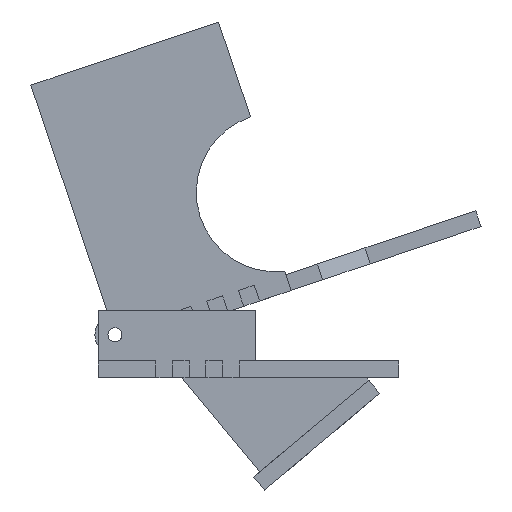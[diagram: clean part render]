
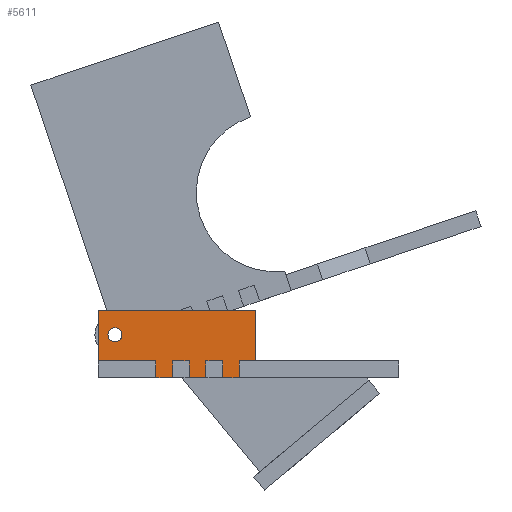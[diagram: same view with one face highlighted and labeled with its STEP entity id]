
A CAD part, left-side view. The second image highlights one B-rep face of the part: STEP entity #5611.
In plain terms, the highlighted face is planar.
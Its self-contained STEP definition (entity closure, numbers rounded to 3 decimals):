
#124 = VERTEX_POINT ( 'NONE', #1778 ) ;
#171 = DIRECTION ( 'NONE',  ( 0., 0., -1. ) ) ;
#261 = CARTESIAN_POINT ( 'NONE',  ( 17.553, -12.626, 0. ) ) ;
#342 = CARTESIAN_POINT ( 'NONE',  ( 12.553, -22.626, 0. ) ) ;
#375 = DIRECTION ( 'NONE',  ( 0., 1., 0. ) ) ;
#411 = CARTESIAN_POINT ( 'NONE',  ( 4.775, 14.621, 0. ) ) ;
#447 = EDGE_CURVE ( 'NONE', #4739, #124, #3835, .T. ) ;
#487 = CARTESIAN_POINT ( 'NONE',  ( 17.553, -17.626, 0. ) ) ;
#488 = LINE ( 'NONE', #4223, #2872 ) ;
#506 = LINE ( 'NONE', #2467, #4918 ) ;
#544 = CARTESIAN_POINT ( 'NONE',  ( 6.875, 14.621, 0. ) ) ;
#617 = EDGE_CURVE ( 'NONE', #1925, #1633, #488, .T. ) ;
#638 = VECTOR ( 'NONE', #3200, 1000. ) ;
#762 = LINE ( 'NONE', #2847, #2247 ) ;
#798 = CIRCLE ( 'NONE', #6678, 2.1 ) ;
#965 = EDGE_CURVE ( 'NONE', #5099, #5131, #798, .T. ) ;
#966 = DIRECTION ( 'NONE',  ( 0., 1., 0. ) ) ;
#1000 = AXIS2_PLACEMENT_3D ( 'NONE', #411, #4568, #2021 ) ;
#1024 = CARTESIAN_POINT ( 'NONE',  ( 12.553, -12.626, 0. ) ) ;
#1028 = CARTESIAN_POINT ( 'NONE',  ( 12.553, 2.374, 0. ) ) ;
#1059 = EDGE_CURVE ( 'NONE', #4240, #1683, #6374, .T. ) ;
#1098 = ORIENTED_EDGE ( 'NONE', *, *, #2731, .F. ) ;
#1189 = DIRECTION ( 'NONE',  ( 1., 0., 0. ) ) ;
#1329 = CARTESIAN_POINT ( 'NONE',  ( -2.447, -27.626, 0. ) ) ;
#1343 = LINE ( 'NONE', #1424, #4698 ) ;
#1371 = CARTESIAN_POINT ( 'NONE',  ( 17.553, -22.626, 0. ) ) ;
#1424 = CARTESIAN_POINT ( 'NONE',  ( -2.447, -27.626, 0. ) ) ;
#1478 = VECTOR ( 'NONE', #375, 1000. ) ;
#1594 = CIRCLE ( 'NONE', #1000, 2.1 ) ;
#1630 = CARTESIAN_POINT ( 'NONE',  ( 12.553, 7.929, 0. ) ) ;
#1633 = VERTEX_POINT ( 'NONE', #4635 ) ;
#1683 = VERTEX_POINT ( 'NONE', #1024 ) ;
#1700 = DIRECTION ( 'NONE',  ( -1., 0., 0. ) ) ;
#1778 = CARTESIAN_POINT ( 'NONE',  ( 17.553, 2.374, 0. ) ) ;
#1808 = CARTESIAN_POINT ( 'NONE',  ( 0., 0., 0. ) ) ;
#1821 = VECTOR ( 'NONE', #5066, 1000. ) ;
#1830 = FACE_OUTER_BOUND ( 'NONE', #3850, .T. ) ;
#1857 = EDGE_LOOP ( 'NONE', ( #3800, #4983 ) ) ;
#1925 = VERTEX_POINT ( 'NONE', #6420 ) ;
#1934 = LINE ( 'NONE', #261, #4693 ) ;
#1946 = VECTOR ( 'NONE', #966, 1000. ) ;
#1966 = CARTESIAN_POINT ( 'NONE',  ( 17.553, -2.626, 0. ) ) ;
#1979 = CARTESIAN_POINT ( 'NONE',  ( 17.553, -22.626, 0. ) ) ;
#2021 = DIRECTION ( 'NONE',  ( 1., 0., 0. ) ) ;
#2025 = VERTEX_POINT ( 'NONE', #1329 ) ;
#2039 = ORIENTED_EDGE ( 'NONE', *, *, #6614, .F. ) ;
#2159 = DIRECTION ( 'NONE',  ( 0., 0., 1. ) ) ;
#2197 = CARTESIAN_POINT ( 'NONE',  ( 17.553, -2.626, 0. ) ) ;
#2238 = CARTESIAN_POINT ( 'NONE',  ( -2.447, 19.684, 0. ) ) ;
#2247 = VECTOR ( 'NONE', #1189, 1000. ) ;
#2322 = LINE ( 'NONE', #3768, #5498 ) ;
#2349 = ORIENTED_EDGE ( 'NONE', *, *, #1059, .F. ) ;
#2460 = VERTEX_POINT ( 'NONE', #6221 ) ;
#2467 = CARTESIAN_POINT ( 'NONE',  ( -2.447, 19.684, 0. ) ) ;
#2666 = CARTESIAN_POINT ( 'NONE',  ( 17.553, -12.626, 0. ) ) ;
#2698 = ORIENTED_EDGE ( 'NONE', *, *, #5152, .F. ) ;
#2731 = EDGE_CURVE ( 'NONE', #2025, #3398, #1343, .T. ) ;
#2741 = VERTEX_POINT ( 'NONE', #342 ) ;
#2742 = DIRECTION ( 'NONE',  ( 1., 0., 0. ) ) ;
#2767 = CARTESIAN_POINT ( 'NONE',  ( 12.553, -17.626, 0. ) ) ;
#2847 = CARTESIAN_POINT ( 'NONE',  ( 17.553, -2.626, 0. ) ) ;
#2867 = CARTESIAN_POINT ( 'NONE',  ( 17.553, -17.626, 0. ) ) ;
#2872 = VECTOR ( 'NONE', #4630, 1000. ) ;
#2879 = ORIENTED_EDGE ( 'NONE', *, *, #4413, .F. ) ;
#2887 = DIRECTION ( 'NONE',  ( 1., 0., 0. ) ) ;
#2963 = EDGE_CURVE ( 'NONE', #1633, #4739, #762, .T. ) ;
#2968 = ORIENTED_EDGE ( 'NONE', *, *, #3371, .F. ) ;
#2974 = DIRECTION ( 'NONE',  ( -1., 0., 0. ) ) ;
#3006 = CARTESIAN_POINT ( 'NONE',  ( 12.553, -27.626, 0. ) ) ;
#3124 = AXIS2_PLACEMENT_3D ( 'NONE', #1808, #171, #4439 ) ;
#3147 = VERTEX_POINT ( 'NONE', #1371 ) ;
#3171 = LINE ( 'NONE', #1979, #1946 ) ;
#3178 = DIRECTION ( 'NONE',  ( 0., 1., 0. ) ) ;
#3200 = DIRECTION ( 'NONE',  ( 1., 0., 0. ) ) ;
#3209 = LINE ( 'NONE', #4509, #1821 ) ;
#3222 = EDGE_CURVE ( 'NONE', #5131, #5099, #1594, .T. ) ;
#3246 = CARTESIAN_POINT ( 'NONE',  ( 2.675, 14.621, 0. ) ) ;
#3346 = ORIENTED_EDGE ( 'NONE', *, *, #3891, .F. ) ;
#3366 = LINE ( 'NONE', #2867, #4596 ) ;
#3371 = EDGE_CURVE ( 'NONE', #5154, #5216, #4518, .T. ) ;
#3398 = VERTEX_POINT ( 'NONE', #3006 ) ;
#3486 = VERTEX_POINT ( 'NONE', #1028 ) ;
#3509 = EDGE_CURVE ( 'NONE', #2460, #1925, #2322, .T. ) ;
#3519 = DIRECTION ( 'NONE',  ( -1., 0., 0. ) ) ;
#3570 = CARTESIAN_POINT ( 'NONE',  ( 12.553, 19.684, 0. ) ) ;
#3630 = LINE ( 'NONE', #1630, #4684 ) ;
#3686 = ORIENTED_EDGE ( 'NONE', *, *, #4656, .F. ) ;
#3768 = CARTESIAN_POINT ( 'NONE',  ( 17.553, -7.626, 0. ) ) ;
#3800 = ORIENTED_EDGE ( 'NONE', *, *, #965, .T. ) ;
#3835 = LINE ( 'NONE', #1966, #1478 ) ;
#3850 = EDGE_LOOP ( 'NONE', ( #6719, #6446, #5111, #3972, #4107, #4949, #3686, #2349, #3346, #2879, #2698, #4912, #1098, #2039, #2968, #3957 ) ) ;
#3891 = EDGE_CURVE ( 'NONE', #4471, #4240, #3366, .T. ) ;
#3893 = EDGE_CURVE ( 'NONE', #3398, #2741, #3209, .T. ) ;
#3957 = ORIENTED_EDGE ( 'NONE', *, *, #6132, .F. ) ;
#3958 = DIRECTION ( 'NONE',  ( 0., -1., 0. ) ) ;
#3972 = ORIENTED_EDGE ( 'NONE', *, *, #617, .F. ) ;
#4025 = DIRECTION ( 'NONE',  ( -1., 0., 0. ) ) ;
#4049 = DIRECTION ( 'NONE',  ( 1., 0., 0. ) ) ;
#4107 = ORIENTED_EDGE ( 'NONE', *, *, #3509, .F. ) ;
#4175 = EDGE_CURVE ( 'NONE', #124, #3486, #4387, .T. ) ;
#4223 = CARTESIAN_POINT ( 'NONE',  ( 12.553, -7.626, 0. ) ) ;
#4229 = CARTESIAN_POINT ( 'NONE',  ( 17.553, -22.626, 0. ) ) ;
#4240 = VERTEX_POINT ( 'NONE', #6057 ) ;
#4278 = VECTOR ( 'NONE', #5320, 1000. ) ;
#4387 = LINE ( 'NONE', #4473, #5386 ) ;
#4413 = EDGE_CURVE ( 'NONE', #3147, #4471, #3171, .T. ) ;
#4439 = DIRECTION ( 'NONE',  ( -1., 0., 0. ) ) ;
#4471 = VERTEX_POINT ( 'NONE', #487 ) ;
#4473 = CARTESIAN_POINT ( 'NONE',  ( 17.553, 2.374, 0. ) ) ;
#4509 = CARTESIAN_POINT ( 'NONE',  ( 12.553, -27.626, 0. ) ) ;
#4518 = LINE ( 'NONE', #3570, #5263 ) ;
#4546 = VERTEX_POINT ( 'NONE', #2666 ) ;
#4568 = DIRECTION ( 'NONE',  ( 0., 0., 1. ) ) ;
#4596 = VECTOR ( 'NONE', #2974, 1000. ) ;
#4630 = DIRECTION ( 'NONE',  ( 0., 1., 0. ) ) ;
#4635 = CARTESIAN_POINT ( 'NONE',  ( 12.553, -2.626, 0. ) ) ;
#4656 = EDGE_CURVE ( 'NONE', #1683, #4546, #1934, .T. ) ;
#4684 = VECTOR ( 'NONE', #3178, 1000. ) ;
#4693 = VECTOR ( 'NONE', #2887, 1000. ) ;
#4698 = VECTOR ( 'NONE', #4049, 1000. ) ;
#4739 = VERTEX_POINT ( 'NONE', #2197 ) ;
#4753 = CARTESIAN_POINT ( 'NONE',  ( 4.775, 14.621, 0. ) ) ;
#4792 = CARTESIAN_POINT ( 'NONE',  ( 12.553, 19.684, 0. ) ) ;
#4847 = DIRECTION ( 'NONE',  ( 0., 1., 0. ) ) ;
#4912 = ORIENTED_EDGE ( 'NONE', *, *, #3893, .F. ) ;
#4918 = VECTOR ( 'NONE', #3958, 1000. ) ;
#4949 = ORIENTED_EDGE ( 'NONE', *, *, #6236, .F. ) ;
#4983 = ORIENTED_EDGE ( 'NONE', *, *, #3222, .T. ) ;
#5066 = DIRECTION ( 'NONE',  ( 0., 1., 0. ) ) ;
#5099 = VERTEX_POINT ( 'NONE', #3246 ) ;
#5111 = ORIENTED_EDGE ( 'NONE', *, *, #2963, .F. ) ;
#5131 = VERTEX_POINT ( 'NONE', #544 ) ;
#5152 = EDGE_CURVE ( 'NONE', #2741, #3147, #5309, .T. ) ;
#5154 = VERTEX_POINT ( 'NONE', #4792 ) ;
#5187 = FACE_BOUND ( 'NONE', #1857, .T. ) ;
#5216 = VERTEX_POINT ( 'NONE', #2238 ) ;
#5263 = VECTOR ( 'NONE', #3519, 1000. ) ;
#5309 = LINE ( 'NONE', #4229, #638 ) ;
#5320 = DIRECTION ( 'NONE',  ( 0., 1., 0. ) ) ;
#5386 = VECTOR ( 'NONE', #4025, 1000. ) ;
#5458 = PLANE ( 'NONE',  #3124 ) ;
#5498 = VECTOR ( 'NONE', #1700, 1000. ) ;
#5611 = ADVANCED_FACE ( 'NONE', ( #1830, #5187 ), #5458, .T. ) ;
#5884 = CARTESIAN_POINT ( 'NONE',  ( 17.553, -12.626, 0. ) ) ;
#6057 = CARTESIAN_POINT ( 'NONE',  ( 12.553, -17.626, 0. ) ) ;
#6132 = EDGE_CURVE ( 'NONE', #3486, #5154, #3630, .T. ) ;
#6221 = CARTESIAN_POINT ( 'NONE',  ( 17.553, -7.626, 0. ) ) ;
#6236 = EDGE_CURVE ( 'NONE', #4546, #2460, #6408, .T. ) ;
#6296 = VECTOR ( 'NONE', #4847, 1000. ) ;
#6374 = LINE ( 'NONE', #2767, #6296 ) ;
#6408 = LINE ( 'NONE', #5884, #4278 ) ;
#6420 = CARTESIAN_POINT ( 'NONE',  ( 12.553, -7.626, 0. ) ) ;
#6446 = ORIENTED_EDGE ( 'NONE', *, *, #447, .F. ) ;
#6614 = EDGE_CURVE ( 'NONE', #5216, #2025, #506, .T. ) ;
#6678 = AXIS2_PLACEMENT_3D ( 'NONE', #4753, #2159, #2742 ) ;
#6719 = ORIENTED_EDGE ( 'NONE', *, *, #4175, .F. ) ;
